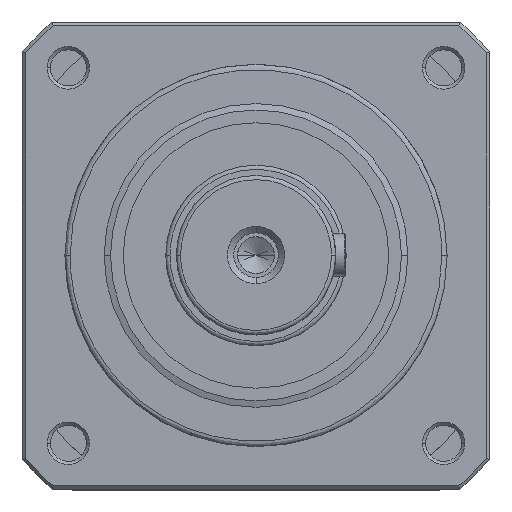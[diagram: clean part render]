
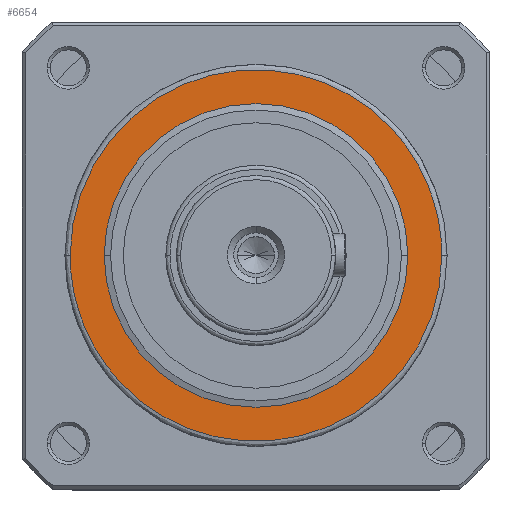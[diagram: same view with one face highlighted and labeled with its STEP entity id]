
A CAD part, top view. The second image highlights one B-rep face of the part: STEP entity #6654.
In plain terms, the highlighted planar face has unit normal (0, 0, 1).
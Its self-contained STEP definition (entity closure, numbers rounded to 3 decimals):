
#462 = CARTESIAN_POINT ( 'NONE',  ( 0., 0., 130. ) ) ;
#467 = DIRECTION ( 'NONE',  ( 0., 0., -1. ) ) ;
#525 = ORIENTED_EDGE ( 'NONE', *, *, #8378, .F. ) ;
#1153 = CARTESIAN_POINT ( 'NONE',  ( 87.5, 175., 130. ) ) ;
#1595 = DIRECTION ( 'NONE',  ( 1., 0., 0. ) ) ;
#1848 = CIRCLE ( 'NONE', #2062, 71.5 ) ;
#1864 = ORIENTED_EDGE ( 'NONE', *, *, #3362, .F. ) ;
#2062 = AXIS2_PLACEMENT_3D ( 'NONE', #7096, #467, #8183 ) ;
#3300 = EDGE_LOOP ( 'NONE', ( #1864, #525 ) ) ;
#3362 = EDGE_CURVE ( 'NONE', #5651, #9002, #7319, .T. ) ;
#3863 = DIRECTION ( 'NONE',  ( 0., 0., -1. ) ) ;
#3907 = CARTESIAN_POINT ( 'NONE',  ( -87.5, -175., 130. ) ) ;
#3912 = CARTESIAN_POINT ( 'NONE',  ( -71.5, 0., 130. ) ) ;
#4161 = ORIENTED_EDGE ( 'NONE', *, *, #8209, .T. ) ;
#4454 = CARTESIAN_POINT ( 'NONE',  ( -87.5, 175., 130. ) ) ;
#5553 = CARTESIAN_POINT ( 'NONE',  ( -87.5, 0., 130. ) ) ;
#5651 = VERTEX_POINT ( 'NONE', #9557 ) ;
#6109 = CARTESIAN_POINT ( 'NONE',  ( -87.5, 0., 130. ) ) ;
#6654 = ADVANCED_FACE ( 'NONE', ( #11331, #8119 ), #11345, .T. ) ;
#7096 = CARTESIAN_POINT ( 'NONE',  ( 0., 0., 130. ) ) ;
#7319 =( BOUNDED_CURVE ( )  B_SPLINE_CURVE ( 3, ( #12586, #11510, #3907, #6109 ),
 .UNSPECIFIED., .F., .F. ) 
 B_SPLINE_CURVE_WITH_KNOTS ( ( 4, 4 ),
 ( 0., 0.5 ),
 .UNSPECIFIED. ) 
 CURVE ( )  GEOMETRIC_REPRESENTATION_ITEM ( )  RATIONAL_B_SPLINE_CURVE ( ( 1., 0.333, 0.333, 1. ) ) 
 REPRESENTATION_ITEM ( '' )  );
#7428 = CARTESIAN_POINT ( 'NONE',  ( 71.5, 0., 130. ) ) ;
#7465 = ORIENTED_EDGE ( 'NONE', *, *, #13874, .T. ) ;
#7511 = AXIS2_PLACEMENT_3D ( 'NONE', #10399, #3863, #11466 ) ;
#8119 = FACE_BOUND ( 'NONE', #9595, .T. ) ;
#8178 = DIRECTION ( 'NONE',  ( 0., 0., 1. ) ) ;
#8183 = DIRECTION ( 'NONE',  ( -1., 0., 0. ) ) ;
#8209 = EDGE_CURVE ( 'NONE', #12123, #9258, #1848, .T. ) ;
#8378 = EDGE_CURVE ( 'NONE', #9002, #5651, #10226, .T. ) ;
#8828 = CARTESIAN_POINT ( 'NONE',  ( 87.5, 0., 130. ) ) ;
#9002 = VERTEX_POINT ( 'NONE', #12178 ) ;
#9258 = VERTEX_POINT ( 'NONE', #3912 ) ;
#9557 = CARTESIAN_POINT ( 'NONE',  ( 87.5, 0., 130. ) ) ;
#9595 = EDGE_LOOP ( 'NONE', ( #7465, #4161 ) ) ;
#10226 =( BOUNDED_CURVE ( )  B_SPLINE_CURVE ( 3, ( #5553, #4454, #1153, #8828 ),
 .UNSPECIFIED., .F., .F. ) 
 B_SPLINE_CURVE_WITH_KNOTS ( ( 4, 4 ),
 ( 0.5, 1. ),
 .UNSPECIFIED. ) 
 CURVE ( )  GEOMETRIC_REPRESENTATION_ITEM ( )  RATIONAL_B_SPLINE_CURVE ( ( 1., 0.333, 0.333, 1. ) ) 
 REPRESENTATION_ITEM ( '' )  );
#10399 = CARTESIAN_POINT ( 'NONE',  ( 0., 0., 130. ) ) ;
#11331 = FACE_OUTER_BOUND ( 'NONE', #3300, .T. ) ;
#11345 = PLANE ( 'NONE',  #13799 ) ;
#11466 = DIRECTION ( 'NONE',  ( -1., 0., 0. ) ) ;
#11510 = CARTESIAN_POINT ( 'NONE',  ( 87.5, -175., 130. ) ) ;
#12123 = VERTEX_POINT ( 'NONE', #7428 ) ;
#12178 = CARTESIAN_POINT ( 'NONE',  ( -87.5, 0., 130. ) ) ;
#12586 = CARTESIAN_POINT ( 'NONE',  ( 87.5, 0., 130. ) ) ;
#13799 = AXIS2_PLACEMENT_3D ( 'NONE', #462, #8178, #1595 ) ;
#13874 = EDGE_CURVE ( 'NONE', #9258, #12123, #13890, .T. ) ;
#13890 = CIRCLE ( 'NONE', #7511, 71.5 ) ;
